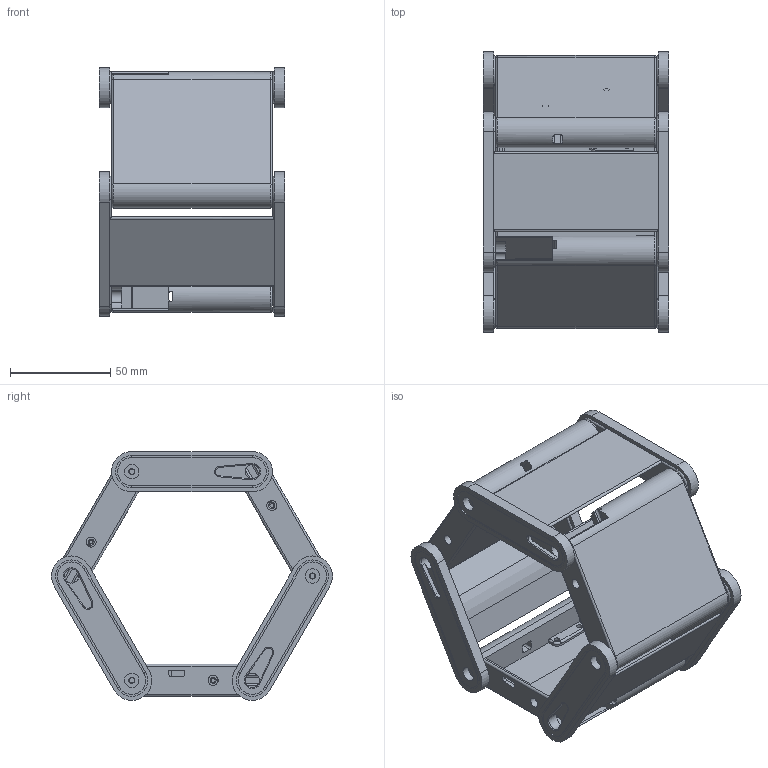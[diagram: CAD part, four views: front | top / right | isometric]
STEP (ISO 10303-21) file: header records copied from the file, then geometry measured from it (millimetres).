
FILE_DESCRIPTION(/* description */ (''),/* implementation_level */ '2;1');
FILE_NAME(/* name */ 'Fred.step',/* time_stamp */ '2024-09-07T11:25:56-04:00',/* author */ (''),/* organization */ (''),/* preprocessor_version */ 'ST-DEVELOPER v20',/* originating_system */ 'Autodesk Translation Framework v13.14.0.145',/* authorisation */ '');
FILE_SCHEMA (('AUTOMOTIVE_DESIGN { 1 0 10303 214 3 1 1 }'));
Length unit declared in the file: millimetre
Products named in the file (1): Fred
Bounding box: 92.5 x 140 x 123.92 mm (x, y, z)
Volume: 251700 mm3; surface area: 119509.2 mm2
Topology: 12 solids, 12 shells, 477 faces, 1167 edges, 742 vertices
Faces by surface type: plane 215, cylinder 202, torus 60
Full cylindrical faces by diameter (mm): 2 x3, 2.6 x9, 2.7 x4, 3 x9, 5 x3, 7.2 x12, 8 x2, 12.2 x1, 15 x1
Entity records: 14418 total; most frequent: CARTESIAN_POINT 2651, DIRECTION 2583, ORIENTED_EDGE 2334, EDGE_CURVE 1167, AXIS2_PLACEMENT_3D 966, VERTEX_POINT 742, LINE 651, VECTOR 651
